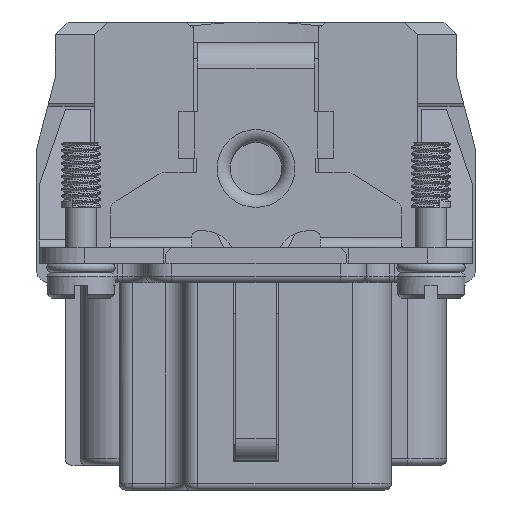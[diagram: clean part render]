
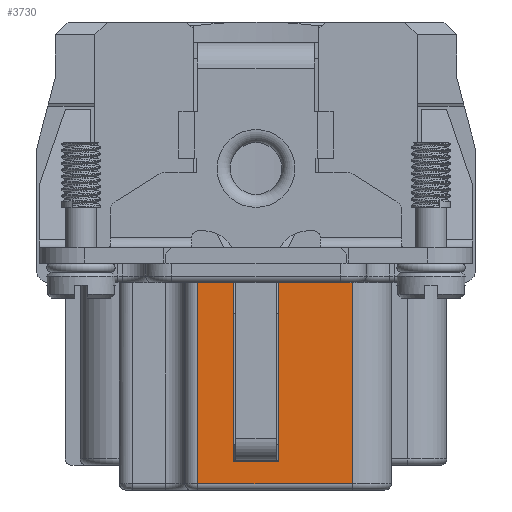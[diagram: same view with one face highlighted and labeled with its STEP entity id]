
A CAD part, left-side view. The second image highlights one B-rep face of the part: STEP entity #3730.
In plain terms, the highlighted planar face has unit normal (-1, 0, 0).
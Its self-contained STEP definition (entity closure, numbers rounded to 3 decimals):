
#3730=ADVANCED_FACE('',(#5851),#5097,.T.);
#5097=PLANE('',#24333);
#5851=FACE_OUTER_BOUND('',#6834,.T.);
#6834=EDGE_LOOP('',(#10391,#10392,#10393,#10394,#10395,#10396,#10397,#10398));
#10391=ORIENTED_EDGE('',*,*,#18229,.F.);
#10392=ORIENTED_EDGE('',*,*,#18230,.F.);
#10393=ORIENTED_EDGE('',*,*,#18231,.T.);
#10394=ORIENTED_EDGE('',*,*,#17728,.F.);
#10395=ORIENTED_EDGE('',*,*,#18201,.T.);
#10396=ORIENTED_EDGE('',*,*,#18195,.T.);
#10397=ORIENTED_EDGE('',*,*,#18199,.T.);
#10398=ORIENTED_EDGE('',*,*,#17732,.F.);
#15430=VERTEX_POINT('',#34691);
#15431=VERTEX_POINT('',#34693);
#15434=VERTEX_POINT('',#34699);
#15435=VERTEX_POINT('',#34701);
#15701=VERTEX_POINT('',#35593);
#15703=VERTEX_POINT('',#35599);
#15720=VERTEX_POINT('',#35701);
#15721=VERTEX_POINT('',#35703);
#17728=EDGE_CURVE('',#15430,#15431,#20607,.T.);
#17732=EDGE_CURVE('',#15434,#15435,#20611,.T.);
#18195=EDGE_CURVE('',#15703,#15701,#20965,.T.);
#18199=EDGE_CURVE('',#15701,#15435,#20969,.T.);
#18201=EDGE_CURVE('',#15430,#15703,#20971,.T.);
#18229=EDGE_CURVE('',#15720,#15434,#20982,.T.);
#18230=EDGE_CURVE('',#15721,#15720,#20983,.T.);
#18231=EDGE_CURVE('',#15721,#15431,#20984,.T.);
#20607=LINE('',#34692,#22406);
#20611=LINE('',#34700,#22410);
#20965=LINE('',#35633,#22764);
#20969=LINE('',#35641,#22768);
#20971=LINE('',#35644,#22770);
#20982=LINE('',#35700,#22781);
#20983=LINE('',#35702,#22782);
#20984=LINE('',#35704,#22783);
#22406=VECTOR('',#27296,1.);
#22410=VECTOR('',#27300,1.);
#22764=VECTOR('',#28204,1.);
#22768=VECTOR('',#28216,1.);
#22770=VECTOR('',#28220,1.);
#22781=VECTOR('',#28295,1.);
#22782=VECTOR('',#28296,1.);
#22783=VECTOR('',#28297,1.);
#24333=AXIS2_PLACEMENT_3D('',#35705,#28298,#28299);
#27296=DIRECTION('',(0.,-1.,0.));
#27300=DIRECTION('',(0.,-1.,0.));
#28204=DIRECTION('',(0.,-1.,0.));
#28216=DIRECTION('',(0.,0.,1.));
#28220=DIRECTION('',(0.,0.,-1.));
#28295=DIRECTION('',(0.,0.,1.));
#28296=DIRECTION('',(0.,-1.,0.));
#28297=DIRECTION('',(0.,0.,1.));
#28298=DIRECTION('',(-1.,0.,0.));
#28299=DIRECTION('',(0.,0.,-1.));
#34691=CARTESIAN_POINT('',(-32.3,4.5,1.5));
#34692=CARTESIAN_POINT('',(-32.3,10.6,1.5));
#34693=CARTESIAN_POINT('',(-32.3,1.75,1.5));
#34699=CARTESIAN_POINT('',(-32.3,-1.75,1.5));
#34700=CARTESIAN_POINT('',(-32.3,10.6,1.5));
#34701=CARTESIAN_POINT('',(-32.3,-7.45,1.5));
#35593=CARTESIAN_POINT('',(-32.3,-7.45,-14.));
#35599=CARTESIAN_POINT('',(-32.3,4.5,-14.));
#35633=CARTESIAN_POINT('',(-32.3,-7.85,-14.));
#35641=CARTESIAN_POINT('',(-32.3,-7.45,-12.6));
#35644=CARTESIAN_POINT('',(-32.3,4.5,-12.6));
#35700=CARTESIAN_POINT('',(-32.3,-1.75,-12.3));
#35701=CARTESIAN_POINT('',(-32.3,-1.75,-12.3));
#35702=CARTESIAN_POINT('',(-32.3,10.6,-12.3));
#35703=CARTESIAN_POINT('',(-32.3,1.75,-12.3));
#35704=CARTESIAN_POINT('',(-32.3,1.75,-12.3));
#35705=CARTESIAN_POINT('',(-32.3,-4.1,-12.6));
